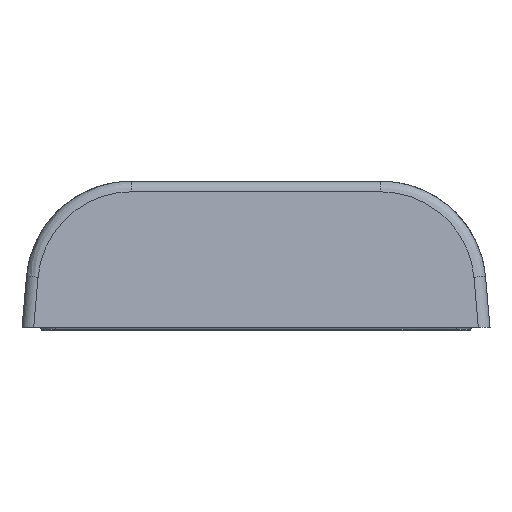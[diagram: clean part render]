
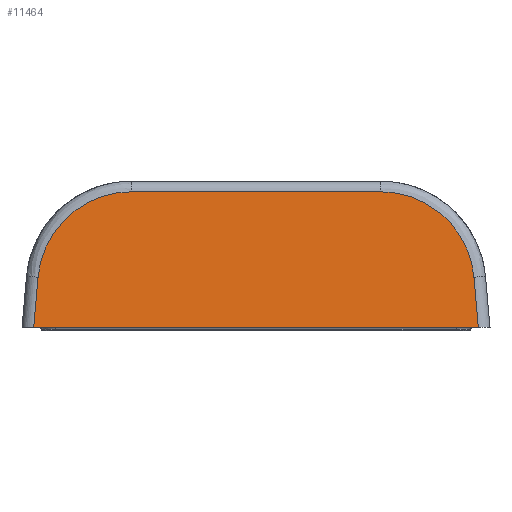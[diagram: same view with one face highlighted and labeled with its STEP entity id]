
A CAD part, front view. The second image highlights one B-rep face of the part: STEP entity #11464.
In plain terms, the highlighted face is planar.
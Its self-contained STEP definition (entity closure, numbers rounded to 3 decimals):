
#436=ELLIPSE('',#12525,16.061,16.);
#437=ELLIPSE('',#12527,16.061,16.);
#1635=FACE_OUTER_BOUND('',#2295,.T.);
#2295=EDGE_LOOP('',(#9461,#9462,#9463,#9464,#9465,#9466));
#3106=LINE('',#20252,#4014);
#3107=LINE('',#20333,#4015);
#3108=LINE('',#20336,#4016);
#3110=LINE('',#20340,#4018);
#4014=VECTOR('',#15204,10.);
#4015=VECTOR('',#15219,10.);
#4016=VECTOR('',#15222,10.);
#4018=VECTOR('',#15228,10.);
#5040=VERTEX_POINT('',#20249);
#5041=VERTEX_POINT('',#20251);
#5042=VERTEX_POINT('',#20289);
#5043=VERTEX_POINT('',#20327);
#5044=VERTEX_POINT('',#20331);
#5045=VERTEX_POINT('',#20335);
#6550=EDGE_CURVE('',#5040,#5041,#3106,.T.);
#6553=EDGE_CURVE('',#5042,#5040,#436,.T.);
#6555=EDGE_CURVE('',#5041,#5043,#437,.T.);
#6557=EDGE_CURVE('',#5044,#5042,#3107,.T.);
#6558=EDGE_CURVE('',#5043,#5045,#3108,.T.);
#6561=EDGE_CURVE('',#5045,#5044,#3110,.T.);
#9461=ORIENTED_EDGE('',*,*,#6558,.F.);
#9462=ORIENTED_EDGE('',*,*,#6555,.F.);
#9463=ORIENTED_EDGE('',*,*,#6550,.F.);
#9464=ORIENTED_EDGE('',*,*,#6553,.F.);
#9465=ORIENTED_EDGE('',*,*,#6557,.F.);
#9466=ORIENTED_EDGE('',*,*,#6561,.F.);
#10409=PLANE('',#12533);
#11464=ADVANCED_FACE('',(#1635),#10409,.F.);
#12525=AXIS2_PLACEMENT_3D('',#20291,#15209,#15210);
#12527=AXIS2_PLACEMENT_3D('',#20329,#15213,#15214);
#12533=AXIS2_PLACEMENT_3D('',#20341,#15229,#15230);
#15204=DIRECTION('',(-1.,0.,0.));
#15209=DIRECTION('center_axis',(0.,-0.087,0.996));
#15210=DIRECTION('ref_axis',(0.,0.996,0.087));
#15213=DIRECTION('center_axis',(0.,-0.087,0.996));
#15214=DIRECTION('ref_axis',(0.,0.996,0.087));
#15219=DIRECTION('',(-0.087,0.992,0.087));
#15222=DIRECTION('',(-0.087,-0.992,-0.087));
#15228=DIRECTION('',(1.,0.,0.));
#15229=DIRECTION('center_axis',(0.,-0.087,0.996));
#15230=DIRECTION('ref_axis',(1.,0.,0.));
#20249=CARTESIAN_POINT('',(61.319,23.174,2.027));
#20251=CARTESIAN_POINT('',(18.681,23.174,2.027));
#20252=CARTESIAN_POINT('',(20.,23.174,2.027));
#20289=CARTESIAN_POINT('',(77.258,8.569,0.75));
#20291=CARTESIAN_POINT('Origin',(61.319,7.174,0.628));
#20327=CARTESIAN_POINT('',(2.742,8.569,0.75));
#20329=CARTESIAN_POINT('Origin',(18.681,7.174,0.628));
#20331=CARTESIAN_POINT('',(78.008,0.,0.));
#20333=CARTESIAN_POINT('',(76.25,20.09,1.758));
#20335=CARTESIAN_POINT('',(1.992,0.,0.));
#20336=CARTESIAN_POINT('',(2.669,7.731,0.676));
#20340=CARTESIAN_POINT('',(0.,0.,0.));
#20341=CARTESIAN_POINT('Origin',(40.,12.452,1.089));
